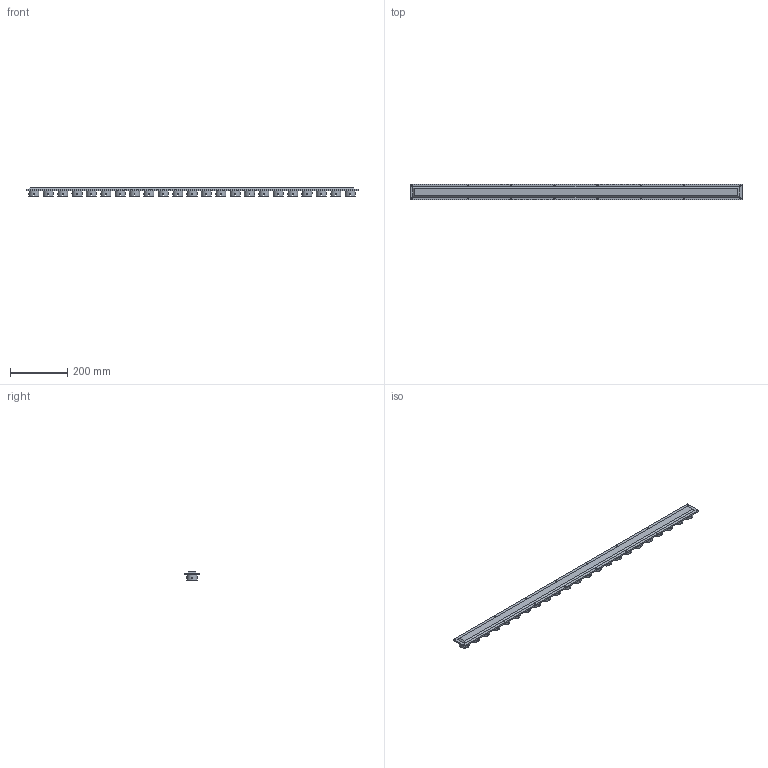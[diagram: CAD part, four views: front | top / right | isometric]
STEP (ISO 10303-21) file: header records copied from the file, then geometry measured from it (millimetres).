
FILE_DESCRIPTION( ('This file contains a STEP AP42 implementation' ,'as created by ZW3D STEP Interface translator.' ,'') ,'2;1' );
FILE_NAME( '婥啣幗翐結啣.ipt.stp' ,'251027.114753', (''), ('ZWCAD Software Co.'), 'Version 1.0', 'ZW3D to STEP translator', '' );
FILE_SCHEMA(('AUTOMOTIVE_DESIGN { 1 0 10303 214 1 1 1 1 }'));
Length unit declared in the file: millimetre
Products named in the file (1): 0
Bounding box: 1155 x 55 x 30 mm (x, y, z)
Volume: 645146.6 mm3; surface area: 236282.4 mm2
Topology: 1 solids, 1 shells, 464 faces, 1392 edges, 954 vertices
Faces by surface type: plane 402, cylinder 62
Full cylindrical faces by diameter (mm): 4 x16, 27.5 x23, 35 x23
Entity records: 16538 total; most frequent: DIRECTION 2892, CARTESIAN_POINT 2811, ORIENTED_EDGE 2784, EDGE_CURVE 1392, AXIS2_PLACEMENT_3D 1035, VERTEX_POINT 954, VECTOR 822, LINE 822
